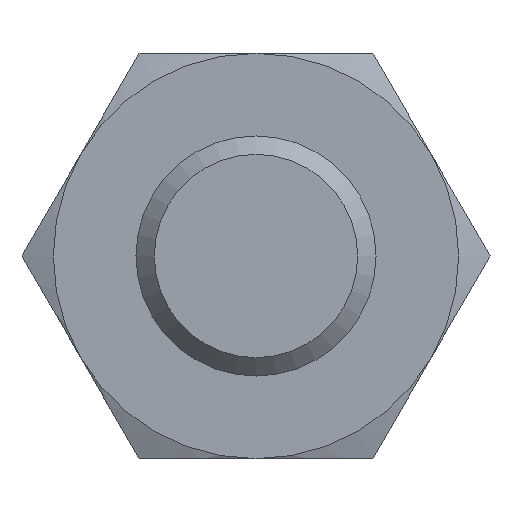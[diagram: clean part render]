
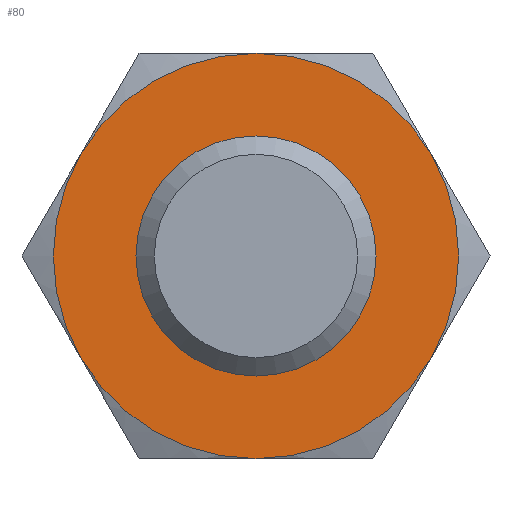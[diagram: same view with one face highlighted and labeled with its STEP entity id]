
A CAD part, front view. The second image highlights one B-rep face of the part: STEP entity #80.
In plain terms, the highlighted planar face has unit normal (0, -1, 0).
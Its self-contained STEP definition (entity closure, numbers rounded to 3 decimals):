
#80 = ADVANCED_FACE( '', ( #167, #168 ), #169, .F. );
#167 = FACE_BOUND( '', #258, .T. );
#168 = FACE_OUTER_BOUND( '', #259, .T. );
#169 = PLANE( '', #260 );
#258 = EDGE_LOOP( '', ( #402 ) );
#259 = EDGE_LOOP( '', ( #403, #404, #405, #406, #407, #408 ) );
#260 = AXIS2_PLACEMENT_3D( '', #409, #410, #411 );
#402 = ORIENTED_EDGE( '', *, *, #512, .F. );
#403 = ORIENTED_EDGE( '', *, *, #533, .T. );
#404 = ORIENTED_EDGE( '', *, *, #541, .T. );
#405 = ORIENTED_EDGE( '', *, *, #521, .T. );
#406 = ORIENTED_EDGE( '', *, *, #524, .T. );
#407 = ORIENTED_EDGE( '', *, *, #548, .T. );
#408 = ORIENTED_EDGE( '', *, *, #549, .T. );
#409 = CARTESIAN_POINT( '', ( 13.5, 0., 0. ) );
#410 = DIRECTION( '', ( 0., 1., 0. ) );
#411 = DIRECTION( '', ( 0., 0., 1. ) );
#512 = EDGE_CURVE( '', #600, #600, #601, .T. );
#521 = EDGE_CURVE( '', #614, #590, #615, .T. );
#524 = EDGE_CURVE( '', #590, #618, #619, .T. );
#533 = EDGE_CURVE( '', #630, #631, #632, .T. );
#541 = EDGE_CURVE( '', #631, #614, #643, .T. );
#548 = EDGE_CURVE( '', #618, #577, #652, .T. );
#549 = EDGE_CURVE( '', #577, #630, #653, .T. );
#577 = VERTEX_POINT( '', #682 );
#590 = VERTEX_POINT( '', #717 );
#600 = VERTEX_POINT( '', #748 );
#601 = CIRCLE( '', #749, 6.5 );
#614 = VERTEX_POINT( '', #777 );
#615 = CIRCLE( '', #778, 13.5 );
#618 = VERTEX_POINT( '', #786 );
#619 = CIRCLE( '', #787, 13.5 );
#630 = VERTEX_POINT( '', #814 );
#631 = VERTEX_POINT( '', #815 );
#632 = CIRCLE( '', #816, 13.5 );
#643 = CIRCLE( '', #847, 13.5 );
#652 = CIRCLE( '', #861, 13.5 );
#653 = CIRCLE( '', #862, 13.5 );
#682 = CARTESIAN_POINT( '', ( -11.691, 0., -6.75 ) );
#717 = CARTESIAN_POINT( '', ( 0., 0., 13.5 ) );
#748 = CARTESIAN_POINT( '', ( 0., 0., -6.5 ) );
#749 = AXIS2_PLACEMENT_3D( '', #912, #913, #914 );
#777 = CARTESIAN_POINT( '', ( 11.691, 0., 6.75 ) );
#778 = AXIS2_PLACEMENT_3D( '', #921, #922, #923 );
#786 = CARTESIAN_POINT( '', ( -11.691, 0., 6.75 ) );
#787 = AXIS2_PLACEMENT_3D( '', #924, #925, #926 );
#814 = CARTESIAN_POINT( '', ( 0., 0., -13.5 ) );
#815 = CARTESIAN_POINT( '', ( 11.691, 0., -6.75 ) );
#816 = AXIS2_PLACEMENT_3D( '', #931, #932, #933 );
#847 = AXIS2_PLACEMENT_3D( '', #937, #938, #939 );
#861 = AXIS2_PLACEMENT_3D( '', #946, #947, #948 );
#862 = AXIS2_PLACEMENT_3D( '', #949, #950, #951 );
#912 = CARTESIAN_POINT( '', ( 0., 0., 0. ) );
#913 = DIRECTION( '', ( 0., -1., 0. ) );
#914 = DIRECTION( '', ( 0., 0., -1. ) );
#921 = CARTESIAN_POINT( '', ( 0., 0., 0. ) );
#922 = DIRECTION( '', ( 0., -1., 0. ) );
#923 = DIRECTION( '', ( 0., 0., -1. ) );
#924 = CARTESIAN_POINT( '', ( 0., 0., 0. ) );
#925 = DIRECTION( '', ( 0., -1., 0. ) );
#926 = DIRECTION( '', ( 0., 0., -1. ) );
#931 = CARTESIAN_POINT( '', ( 0., 0., 0. ) );
#932 = DIRECTION( '', ( 0., -1., 0. ) );
#933 = DIRECTION( '', ( 0., 0., -1. ) );
#937 = CARTESIAN_POINT( '', ( 0., 0., 0. ) );
#938 = DIRECTION( '', ( 0., -1., 0. ) );
#939 = DIRECTION( '', ( 0., 0., -1. ) );
#946 = CARTESIAN_POINT( '', ( 0., 0., 0. ) );
#947 = DIRECTION( '', ( 0., -1., 0. ) );
#948 = DIRECTION( '', ( 0., 0., -1. ) );
#949 = CARTESIAN_POINT( '', ( 0., 0., 0. ) );
#950 = DIRECTION( '', ( 0., -1., 0. ) );
#951 = DIRECTION( '', ( 0., 0., -1. ) );
